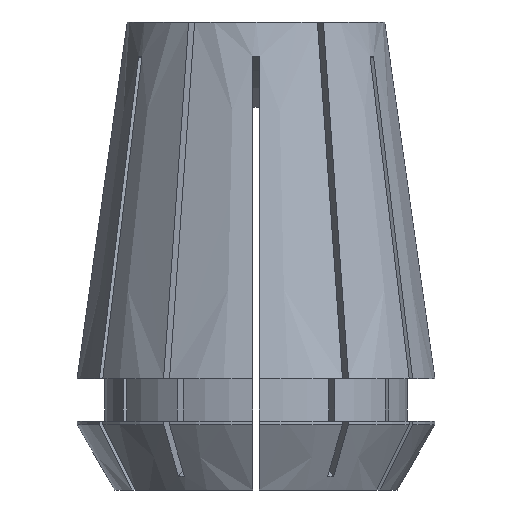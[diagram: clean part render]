
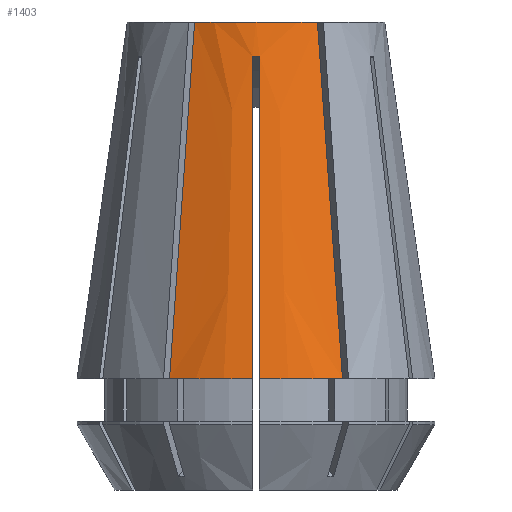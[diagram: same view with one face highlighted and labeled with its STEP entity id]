
A CAD part, front view. The second image highlights one B-rep face of the part: STEP entity #1403.
In plain terms, the highlighted conical face has half-angle 8 degrees and reference radius 13 mm.
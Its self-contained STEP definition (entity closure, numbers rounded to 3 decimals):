
#11 = VERTEX_POINT ( 'NONE', #2505 ) ;
#106 = B_SPLINE_CURVE_WITH_KNOTS ( 'NONE', 3,
 ( #2183, #1337, #335, #672 ),
 .UNSPECIFIED., .F., .F.,
 ( 4, 4 ),
 ( 0.018, 0.042 ),
 .UNSPECIFIED. ) ;
#109 = ORIENTED_EDGE ( 'NONE', *, *, #376, .T. ) ;
#186 = DIRECTION ( 'NONE',  ( 0., 0., 1. ) ) ;
#244 = EDGE_CURVE ( 'NONE', #2584, #534, #1784, .T. ) ;
#253 = B_SPLINE_CURVE_WITH_KNOTS ( 'NONE', 3,
 ( #420, #3503, #1658, #2565, #367, #1957, #2217 ),
 .UNSPECIFIED., .F., .F.,
 ( 4, 3, 4 ),
 ( 0., 0.016, 0.026 ),
 .UNSPECIFIED. ) ;
#266 = CIRCLE ( 'NONE', #3108, 13. ) ;
#274 = B_SPLINE_CURVE_WITH_KNOTS ( 'NONE', 3,
 ( #1606, #2854, #1323, #1024, #3470, #1617, #1338 ),
 .UNSPECIFIED., .F., .F.,
 ( 4, 3, 4 ),
 ( 0., 0.016, 0.026 ),
 .UNSPECIFIED. ) ;
#335 = CARTESIAN_POINT ( 'NONE',  ( -0.25, -10.805, -10.301 ) ) ;
#367 = CARTESIAN_POINT ( 'NONE',  ( -5.831, -10.6, -19.482 ) ) ;
#376 = EDGE_CURVE ( 'NONE', #3022, #1048, #253, .T. ) ;
#420 = CARTESIAN_POINT ( 'NONE',  ( -4.462, -8.228, 0. ) ) ;
#445 = EDGE_CURVE ( 'NONE', #2690, #3920, #274, .T. ) ;
#491 = DIRECTION ( 'NONE',  ( 0., 0., -1. ) ) ;
#534 = VERTEX_POINT ( 'NONE', #3572 ) ;
#558 = DIRECTION ( 'NONE',  ( 1., 0., 0. ) ) ;
#590 = ORIENTED_EDGE ( 'NONE', *, *, #445, .F. ) ;
#672 = CARTESIAN_POINT ( 'NONE',  ( -0.25, -9.709, -2.502 ) ) ;
#800 = CARTESIAN_POINT ( 'NONE',  ( 0.25, -9.709, -2.502 ) ) ;
#944 = CARTESIAN_POINT ( 'NONE',  ( 0.083, -9.713, -2.499 ) ) ;
#1024 = CARTESIAN_POINT ( 'NONE',  ( 5.606, -10.21, -16.273 ) ) ;
#1048 = VERTEX_POINT ( 'NONE', #3278 ) ;
#1093 = EDGE_CURVE ( 'NONE', #11, #534, #2376, .T. ) ;
#1109 = CARTESIAN_POINT ( 'NONE',  ( -0.25, -12.998, -25.9 ) ) ;
#1310 = CARTESIAN_POINT ( 'NONE',  ( -0.25, -9.709, -2.502 ) ) ;
#1323 = CARTESIAN_POINT ( 'NONE',  ( 5.225, -9.549, -10.849 ) ) ;
#1335 = ORIENTED_EDGE ( 'NONE', *, *, #2156, .T. ) ;
#1337 = CARTESIAN_POINT ( 'NONE',  ( -0.25, -11.902, -18.101 ) ) ;
#1338 = CARTESIAN_POINT ( 'NONE',  ( 6.282, -11.382, -25.9 ) ) ;
#1403 = ADVANCED_FACE ( 'NONE', ( #3844 ), #3747, .T. ) ;
#1413 = ORIENTED_EDGE ( 'NONE', *, *, #3998, .T. ) ;
#1425 = DIRECTION ( 'NONE',  ( 0., 0., 1. ) ) ;
#1459 = CARTESIAN_POINT ( 'NONE',  ( 6.282, -11.382, -25.9 ) ) ;
#1472 = VERTEX_POINT ( 'NONE', #1109 ) ;
#1473 = CARTESIAN_POINT ( 'NONE',  ( 0., 0., 0. ) ) ;
#1606 = CARTESIAN_POINT ( 'NONE',  ( 4.462, -8.228, 0. ) ) ;
#1617 = CARTESIAN_POINT ( 'NONE',  ( 6.057, -10.991, -22.691 ) ) ;
#1658 = CARTESIAN_POINT ( 'NONE',  ( -5.225, -9.549, -10.849 ) ) ;
#1691 = CARTESIAN_POINT ( 'NONE',  ( 0.25, -11.902, -18.101 ) ) ;
#1692 = CARTESIAN_POINT ( 'NONE',  ( -4.462, -8.228, 0. ) ) ;
#1747 = CARTESIAN_POINT ( 'NONE',  ( 0., 0., -25.9 ) ) ;
#1784 = B_SPLINE_CURVE_WITH_KNOTS ( 'NONE', 3,
 ( #3105, #3446, #944, #1863 ),
 .UNSPECIFIED., .F., .F.,
 ( 4, 4 ),
 ( 0., 0.001 ),
 .UNSPECIFIED. ) ;
#1789 = CIRCLE ( 'NONE', #2263, 9.36 ) ;
#1802 = AXIS2_PLACEMENT_3D ( 'NONE', #1952, #2087, #558 ) ;
#1863 = CARTESIAN_POINT ( 'NONE',  ( 0.25, -9.709, -2.502 ) ) ;
#1952 = CARTESIAN_POINT ( 'NONE',  ( 0., 0., -25.9 ) ) ;
#1957 = CARTESIAN_POINT ( 'NONE',  ( -6.057, -10.991, -22.691 ) ) ;
#2030 = CARTESIAN_POINT ( 'NONE',  ( 4.462, -8.228, 0. ) ) ;
#2087 = DIRECTION ( 'NONE',  ( 0., 0., 1. ) ) ;
#2156 = EDGE_CURVE ( 'NONE', #1472, #2584, #106, .T. ) ;
#2172 = ORIENTED_EDGE ( 'NONE', *, *, #1093, .F. ) ;
#2183 = CARTESIAN_POINT ( 'NONE',  ( -0.25, -12.998, -25.9 ) ) ;
#2217 = CARTESIAN_POINT ( 'NONE',  ( -6.282, -11.382, -25.9 ) ) ;
#2263 = AXIS2_PLACEMENT_3D ( 'NONE', #1473, #1425, #3571 ) ;
#2265 = EDGE_CURVE ( 'NONE', #3022, #2690, #1789, .T. ) ;
#2275 = CARTESIAN_POINT ( 'NONE',  ( 0., 0., -25.9 ) ) ;
#2326 = DIRECTION ( 'NONE',  ( -1., 0., 0. ) ) ;
#2376 = B_SPLINE_CURVE_WITH_KNOTS ( 'NONE', 3,
 ( #2665, #1691, #2624, #800 ),
 .UNSPECIFIED., .F., .F.,
 ( 4, 4 ),
 ( 0.018, 0.042 ),
 .UNSPECIFIED. ) ;
#2505 = CARTESIAN_POINT ( 'NONE',  ( 0.25, -12.998, -25.9 ) ) ;
#2565 = CARTESIAN_POINT ( 'NONE',  ( -5.606, -10.21, -16.273 ) ) ;
#2584 = VERTEX_POINT ( 'NONE', #1310 ) ;
#2585 = AXIS2_PLACEMENT_3D ( 'NONE', #1747, #491, #2326 ) ;
#2602 = ORIENTED_EDGE ( 'NONE', *, *, #244, .T. ) ;
#2624 = CARTESIAN_POINT ( 'NONE',  ( 0.25, -10.805, -10.301 ) ) ;
#2665 = CARTESIAN_POINT ( 'NONE',  ( 0.25, -12.998, -25.9 ) ) ;
#2690 = VERTEX_POINT ( 'NONE', #2030 ) ;
#2854 = CARTESIAN_POINT ( 'NONE',  ( 4.843, -8.889, -5.424 ) ) ;
#3022 = VERTEX_POINT ( 'NONE', #1692 ) ;
#3056 = ORIENTED_EDGE ( 'NONE', *, *, #3110, .T. ) ;
#3105 = CARTESIAN_POINT ( 'NONE',  ( -0.25, -9.709, -2.502 ) ) ;
#3108 = AXIS2_PLACEMENT_3D ( 'NONE', #2275, #186, #3365 ) ;
#3110 = EDGE_CURVE ( 'NONE', #1048, #1472, #3566, .T. ) ;
#3278 = CARTESIAN_POINT ( 'NONE',  ( -6.282, -11.382, -25.9 ) ) ;
#3365 = DIRECTION ( 'NONE',  ( 1., 0., 0. ) ) ;
#3446 = CARTESIAN_POINT ( 'NONE',  ( -0.083, -9.713, -2.499 ) ) ;
#3461 = EDGE_LOOP ( 'NONE', ( #590, #3764, #109, #3056, #1335, #2602, #2172, #1413 ) ) ;
#3470 = CARTESIAN_POINT ( 'NONE',  ( 5.831, -10.6, -19.482 ) ) ;
#3503 = CARTESIAN_POINT ( 'NONE',  ( -4.843, -8.889, -5.424 ) ) ;
#3566 = CIRCLE ( 'NONE', #1802, 13. ) ;
#3571 = DIRECTION ( 'NONE',  ( 1., 0., 0. ) ) ;
#3572 = CARTESIAN_POINT ( 'NONE',  ( 0.25, -9.709, -2.502 ) ) ;
#3747 = CONICAL_SURFACE ( 'NONE', #2585, 13., 0.14 ) ;
#3764 = ORIENTED_EDGE ( 'NONE', *, *, #2265, .F. ) ;
#3844 = FACE_OUTER_BOUND ( 'NONE', #3461, .T. ) ;
#3920 = VERTEX_POINT ( 'NONE', #1459 ) ;
#3998 = EDGE_CURVE ( 'NONE', #11, #3920, #266, .T. ) ;
